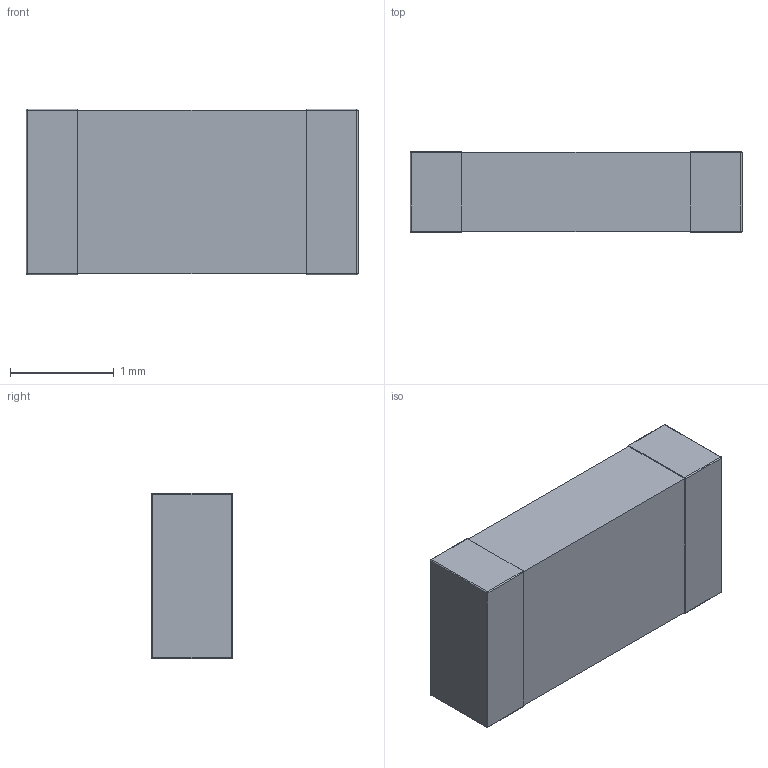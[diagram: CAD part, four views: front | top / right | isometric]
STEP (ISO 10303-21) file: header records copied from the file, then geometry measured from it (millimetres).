
FILE_DESCRIPTION (( 'STEP AP214' ), '1' );
FILE_NAME ('C1206.STEP', '2019-05-09T16:03:59', ( '' ), ( '' ), 'SwSTEP 2.0', 'SolidWorks 2018', '' );
FILE_SCHEMA (( 'AUTOMOTIVE_DESIGN' ));
Length unit declared in the file: millimetre
Products named in the file (1): C1206
Bounding box: 3.2 x 0.78 x 1.6 mm (x, y, z)
Volume: 3.9 mm3; surface area: 17.6 mm2
Topology: 1 solids, 1 shells, 101 faces, 254 edges, 156 vertices
Faces by surface type: bspline 42, plane 35, cylinder 16, sphere 8
Entity records: 5719 total; most frequent: CARTESIAN_POINT 3066, ORIENTED_EDGE 492, DIRECTION 314, EDGE_CURVE 246, VERTEX_POINT 156, VECTOR 130, LINE 130, EDGE_LOOP 110
